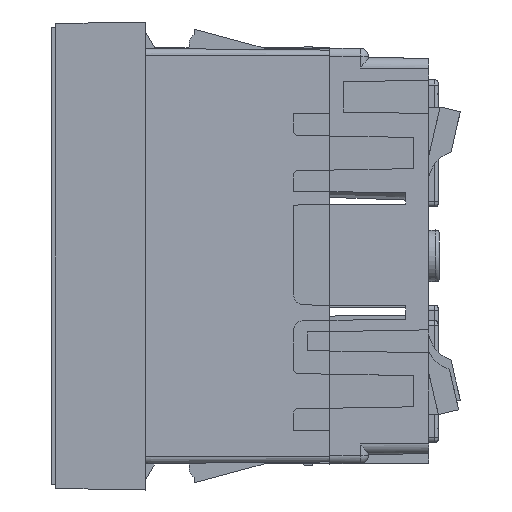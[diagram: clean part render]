
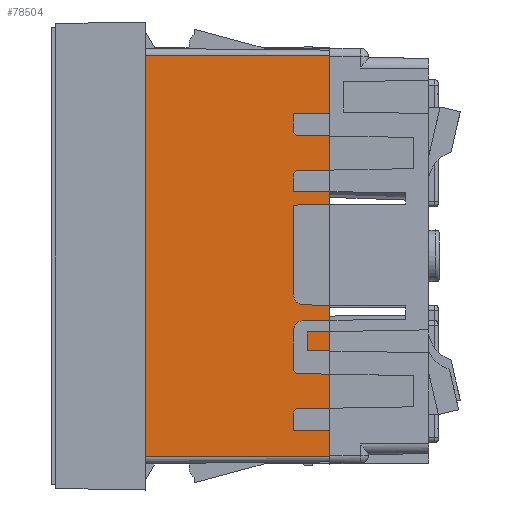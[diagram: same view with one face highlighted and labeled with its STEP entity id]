
A CAD part, left-side view. The second image highlights one B-rep face of the part: STEP entity #78504.
In plain terms, the highlighted face is planar.
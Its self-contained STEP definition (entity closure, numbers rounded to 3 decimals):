
#1813 = CARTESIAN_POINT ( 'NONE',  ( 42.455, 19.3, 9. ) ) ;
#4679 = AXIS2_PLACEMENT_3D ( 'NONE', #56149, #42606, #4772 ) ;
#4772 = DIRECTION ( 'NONE',  ( 0.009, 0., -1. ) ) ;
#5126 = CARTESIAN_POINT ( 'NONE',  ( 42.3, -19.3, 26.75 ) ) ;
#5152 = EDGE_CURVE ( 'NONE', #38404, #22415, #78290, .T. ) ;
#13303 = VERTEX_POINT ( 'NONE', #1813 ) ;
#15809 = CARTESIAN_POINT ( 'NONE',  ( 42.3, -19.8, 26.75 ) ) ;
#17072 = LINE ( 'NONE', #5126, #17510 ) ;
#17510 = VECTOR ( 'NONE', #68434, 1000. ) ;
#20073 = LINE ( 'NONE', #69810, #25313 ) ;
#20494 = ORIENTED_EDGE ( 'NONE', *, *, #58975, .T. ) ;
#22415 = VERTEX_POINT ( 'NONE', #71573 ) ;
#24097 = ORIENTED_EDGE ( 'NONE', *, *, #58253, .T. ) ;
#25313 = VECTOR ( 'NONE', #39004, 1000. ) ;
#30198 = LINE ( 'NONE', #80318, #59594 ) ;
#31103 = PLANE ( 'NONE',  #4679 ) ;
#31368 = EDGE_CURVE ( 'NONE', #38404, #32356, #17072, .T. ) ;
#32356 = VERTEX_POINT ( 'NONE', #40827 ) ;
#38404 = VERTEX_POINT ( 'NONE', #45932 ) ;
#39004 = DIRECTION ( 'NONE',  ( 0., 1., 0. ) ) ;
#39362 = VECTOR ( 'NONE', #53607, 1000. ) ;
#40827 = CARTESIAN_POINT ( 'NONE',  ( 42.455, -19.3, 9. ) ) ;
#42606 = DIRECTION ( 'NONE',  ( 1., 0., 0.009 ) ) ;
#45932 = CARTESIAN_POINT ( 'NONE',  ( 42.3, -19.3, 26.75 ) ) ;
#53607 = DIRECTION ( 'NONE',  ( 0., 1., 0. ) ) ;
#55330 = FACE_OUTER_BOUND ( 'NONE', #77099, .T. ) ;
#56149 = CARTESIAN_POINT ( 'NONE',  ( 42.3, -19.8, 26.75 ) ) ;
#58253 = EDGE_CURVE ( 'NONE', #32356, #13303, #20073, .T. ) ;
#58975 = EDGE_CURVE ( 'NONE', #13303, #22415, #30198, .T. ) ;
#59594 = VECTOR ( 'NONE', #74556, 1000. ) ;
#60334 = ORIENTED_EDGE ( 'NONE', *, *, #5152, .F. ) ;
#68134 = ORIENTED_EDGE ( 'NONE', *, *, #31368, .T. ) ;
#68434 = DIRECTION ( 'NONE',  ( 0.009, 0., -1. ) ) ;
#69810 = CARTESIAN_POINT ( 'NONE',  ( 42.455, 22.5, 9. ) ) ;
#71573 = CARTESIAN_POINT ( 'NONE',  ( 42.3, 19.3, 26.75 ) ) ;
#74556 = DIRECTION ( 'NONE',  ( -0.009, 0., 1. ) ) ;
#77099 = EDGE_LOOP ( 'NONE', ( #24097, #20494, #60334, #68134 ) ) ;
#78290 = LINE ( 'NONE', #15809, #39362 ) ;
#78504 = ADVANCED_FACE ( 'NONE', ( #55330 ), #31103, .T. ) ;
#80318 = CARTESIAN_POINT ( 'NONE',  ( 42.3, 19.3, 26.75 ) ) ;
